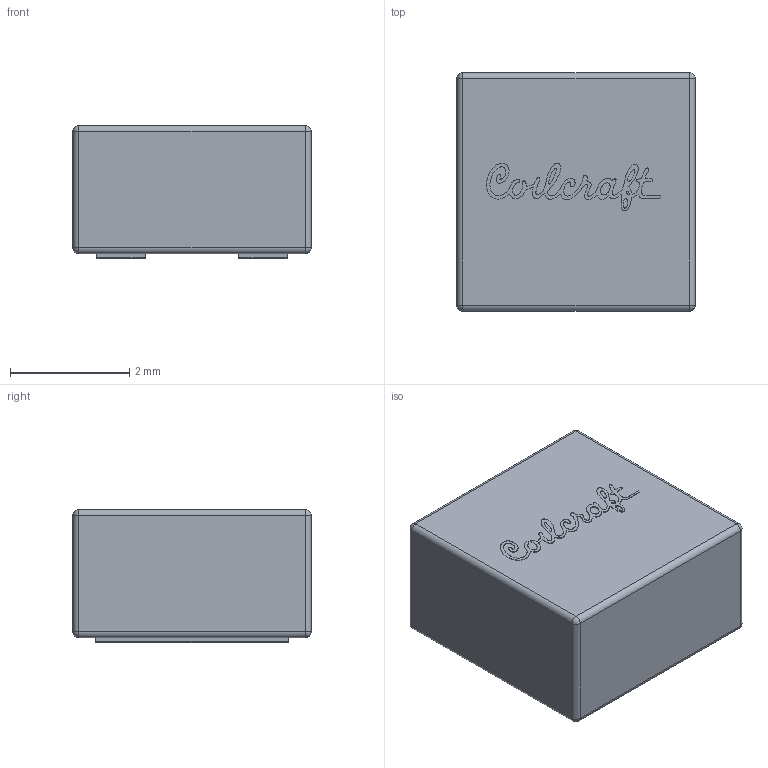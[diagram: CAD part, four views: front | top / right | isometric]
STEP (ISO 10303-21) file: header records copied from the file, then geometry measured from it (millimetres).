
FILE_DESCRIPTION(/* description */ (''),/* implementation_level */ '2;1');
FILE_NAME(/* name */ 'XFL4020-222MEC.stp',/* time_stamp */ '2020-06-04T00:56:08+02:00',/* author */ ('khaled'),/* organization */ (''),/* preprocessor_version */ 'ST-DEVELOPER v17.2',/* originating_system */ 'Autodesk Inventor 2019',/* authorisation */ '');
FILE_SCHEMA (('AUTOMOTIVE_DESIGN { 1 0 10303 214 3 1 1 }'));
Length unit declared in the file: millimetre
Products named in the file (4): XAL4020-102MEC; Body; Leads; Coilcraft Logo
Assembly tree (3 placements, depth 2):
  XAL4020-102MEC
    Body
    Leads
    Coilcraft Logo
Bounding box: 4 x 4 x 2.23 mm (x, y, z)
Volume: 34.7 mm3; surface area: 77.9 mm2
Topology: 4 solids, 4 shells, 199 faces, 541 edges, 350 vertices
Faces by surface type: bspline 147, plane 24, cylinder 20, sphere 8
Entity records: 11403 total; most frequent: CARTESIAN_POINT 7204, ORIENTED_EDGE 1082, EDGE_CURVE 541, DIRECTION 413, VERTEX_POINT 350, B_SPLINE_CURVE_WITH_KNOTS 290, EDGE_LOOP 209, LINE 207
